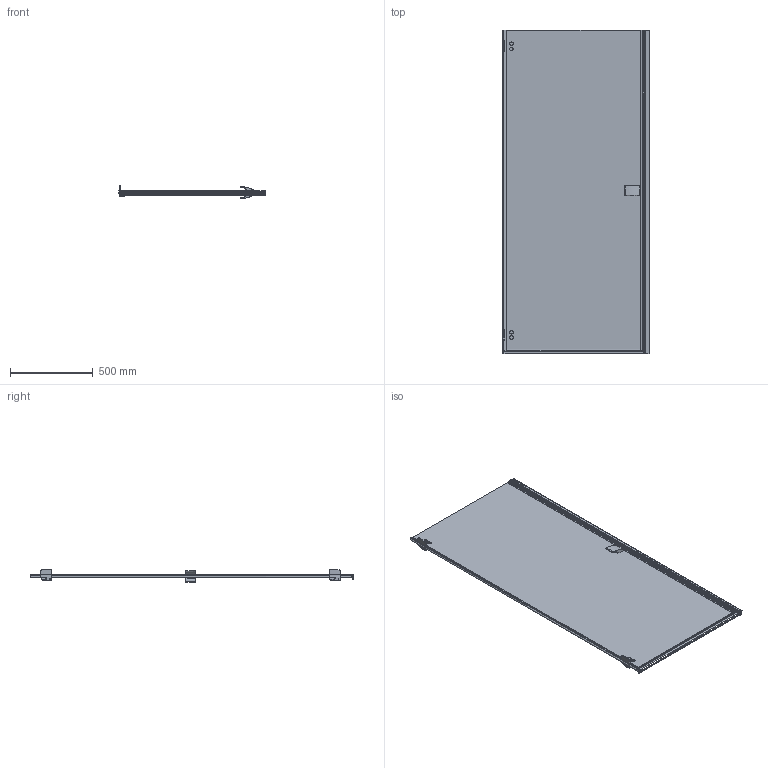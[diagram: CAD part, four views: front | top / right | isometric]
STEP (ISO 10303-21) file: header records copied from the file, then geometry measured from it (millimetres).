
FILE_DESCRIPTION((''),'2;1');
FILE_NAME('ASM0001_ASM','2019-05-29T',('admin'),(''),'PRO/ENGINEER BY PARAMETRIC TECHNOLOGY CORPORATION, 2010280','PRO/ENGINEER BY PARAMETRIC TECHNOLOGY CORPORATION, 2010280','');
FILE_SCHEMA(('CONFIG_CONTROL_DESIGN','SHAPE_APPEARANCE_LAYERS_GROUPS'));
Length unit declared in the file: millimetre
Products named in the file (28): AT001-828X1932_1_MIR; AM191_2_MIR; AM190_ASM_3_MIR_ASM; AM249_3_MIR; AM311_2_MIR; AM248-2-171207_ASM_2_MIR_ASM; MC364_AF0_11_MIR; MC223-MC364_ASM_8_MIR_ASM; AM190-AM248-171207_ASM_3_MIR_ASM; CP557-1950_2_MIR; NC791_11_7_MIR; NC792_13_7_MIR; NC790_ASM_12_ASM_8_MIR_ASM; NC790_ASM_ASM_8_MIR_ASM; DC668-855_2_MIR; AC758-1932_3_MIR; ID436X1950_3_MIR; ID438X1950_3_MIR; AQ102-1948_3_MIR; SC043-1950_3_MIR; ID427_3_MIR; ID436-AQ102_ASM_5_MIR_ASM; AC040-872_2_MIR; DC230_2_MIR; DC229_2_MIR; AQ302_3_MIR; AQE90XL-880X1950_ASM_6_MIR_ASM; ASM0001_ASM
Assembly tree (29 placements, depth 5):
  ASM0001_ASM
    AQE90XL-880X1950_ASM_6_MIR_ASM
      AT001-828X1932_1_MIR
      AM190-AM248-171207_ASM_3_MIR_ASM  x2
        AM190_ASM_3_MIR_ASM
          AM191_2_MIR
        AM248-2-171207_ASM_2_MIR_ASM
          AM249_3_MIR
          AM311_2_MIR
        MC223-MC364_ASM_8_MIR_ASM
          MC364_AF0_11_MIR
      CP557-1950_2_MIR
      NC790_ASM_ASM_8_MIR_ASM
        NC790_ASM_12_ASM_8_MIR_ASM
          NC791_11_7_MIR
          NC792_13_7_MIR
      DC668-855_2_MIR
      AC758-1932_3_MIR
      ID436-AQ102_ASM_5_MIR_ASM
        ID436X1950_3_MIR
        ID438X1950_3_MIR
        AQ102-1948_3_MIR
        SC043-1950_3_MIR
        ID427_3_MIR
      AC040-872_2_MIR
      DC230_2_MIR
      DC229_2_MIR
      AQ302_3_MIR
Bounding box: 882.27 x 1951.5 x 77.3 mm (x, y, z)
Volume: 14520362.6 mm3; surface area: 4357176.5 mm2
Topology: 25 solids, 31 shells, 613 faces, 1566 edges, 999 vertices
Faces by surface type: cylinder 235, plane 215, torus 69, bspline 52, sphere 22, cone 18, extrusion 2
Entity records: 20869 total; most frequent: CARTESIAN_POINT 7064, DIRECTION 2488, ORIENTED_EDGE 2450, EDGE_CURVE 1240, AXIS2_PLACEMENT_3D 935, VERTEX_POINT 798, VECTOR 618, LINE 616
